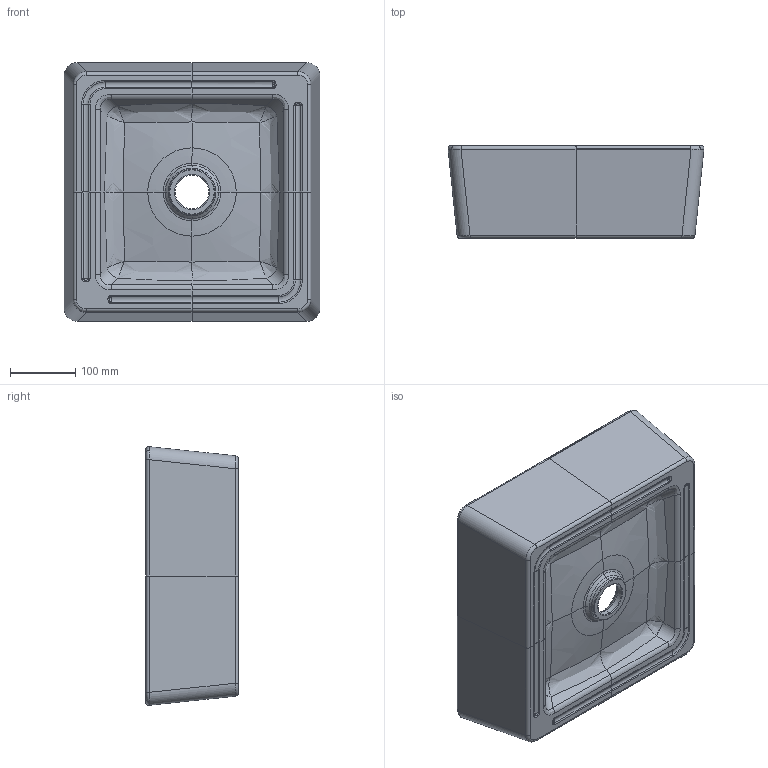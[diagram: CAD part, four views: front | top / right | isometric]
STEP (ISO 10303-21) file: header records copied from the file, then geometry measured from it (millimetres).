
FILE_DESCRIPTION (( 'STEP AP214' ), '1' );
FILE_NAME ('S30L307926.STEP', '2023-10-06T16:15:12', ( 'Admin' ), ( '' ), 'SwSTEP 2.0', 'SolidWorks 2021', '' );
FILE_SCHEMA (( 'AUTOMOTIVE_DESIGN' ));
Length unit declared in the file: millimetre
Products named in the file (1): S30L307926
Bounding box: 392.89 x 142 x 396.89 mm (x, y, z)
Volume: 6828314.3 mm3; surface area: 596829.1 mm2
Topology: 1 solids, 1 shells, 238 faces, 527 edges, 282 vertices
Faces by surface type: bspline 92, cylinder 72, plane 39, torus 27, cone 8
Entity records: 20524 total; most frequent: CARTESIAN_POINT 16047, ORIENTED_EDGE 1038, DIRECTION 782, EDGE_CURVE 519, AXIS2_PLACEMENT_3D 313, VERTEX_POINT 282, EDGE_LOOP 239, ADVANCED_FACE 238
